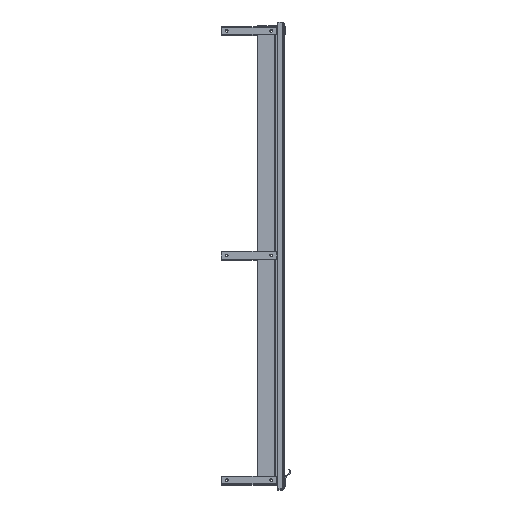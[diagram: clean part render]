
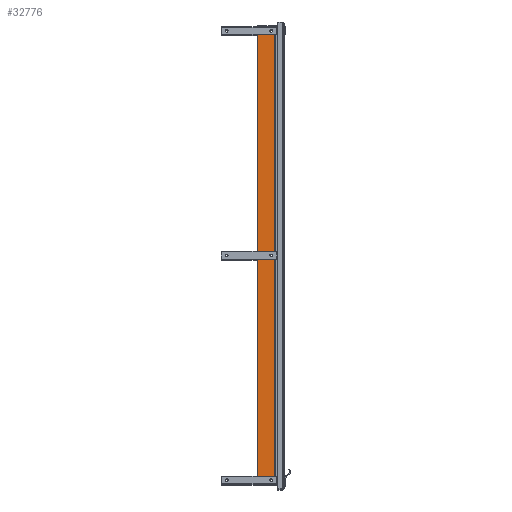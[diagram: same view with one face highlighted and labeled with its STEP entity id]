
A CAD part, top view. The second image highlights one B-rep face of the part: STEP entity #32776.
In plain terms, the highlighted face is planar.
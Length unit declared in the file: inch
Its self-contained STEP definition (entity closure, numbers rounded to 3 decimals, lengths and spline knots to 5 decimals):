
#272 = DIRECTION ( 'NONE',  ( 0., -1., 0. ) ) ;
#278 = FACE_BOUND ( 'NONE', #47518, .T. ) ;
#424 = DIRECTION ( 'NONE',  ( 0., 1., 0. ) ) ;
#827 = LINE ( 'NONE', #42778, #14248 ) ;
#1694 = VERTEX_POINT ( 'NONE', #34404 ) ;
#2898 = CARTESIAN_POINT ( 'NONE',  ( -34.007, 2.592, -22.5 ) ) ;
#2961 = ORIENTED_EDGE ( 'NONE', *, *, #24462, .T. ) ;
#3023 = VERTEX_POINT ( 'NONE', #33419 ) ;
#3437 = EDGE_CURVE ( 'NONE', #32619, #43525, #47379, .T. ) ;
#4297 = EDGE_CURVE ( 'NONE', #30643, #20406, #8452, .T. ) ;
#4443 = EDGE_CURVE ( 'NONE', #46488, #43525, #26459, .T. ) ;
#4564 = EDGE_CURVE ( 'NONE', #44808, #30643, #827, .T. ) ;
#4682 = CARTESIAN_POINT ( 'NONE',  ( -34.007, 1.248, -21.844 ) ) ;
#5160 = VECTOR ( 'NONE', #43431, 39.37008 ) ;
#5283 = CARTESIAN_POINT ( 'NONE',  ( -34.007, 1.248, 22. ) ) ;
#5381 = PLANE ( 'NONE',  #33802 ) ;
#6071 = CARTESIAN_POINT ( 'NONE',  ( -34.007, 2.186, -21.844 ) ) ;
#6296 = EDGE_LOOP ( 'NONE', ( #47054, #30745, #32972, #32855 ) ) ;
#6503 = VECTOR ( 'NONE', #424, 39.37008 ) ;
#7077 = AXIS2_PLACEMENT_3D ( 'NONE', #5283, #8403, #45606 ) ;
#7645 = ORIENTED_EDGE ( 'NONE', *, *, #34592, .T. ) ;
#7892 = VERTEX_POINT ( 'NONE', #47167 ) ;
#7967 = ORIENTED_EDGE ( 'NONE', *, *, #4297, .T. ) ;
#8331 = CIRCLE ( 'NONE', #31825, 0.156 ) ;
#8351 = AXIS2_PLACEMENT_3D ( 'NONE', #11901, #19373, #37731 ) ;
#8403 = DIRECTION ( 'NONE',  ( 1., 0., 0. ) ) ;
#8452 = CIRCLE ( 'NONE', #16111, 0.156 ) ;
#8498 = VERTEX_POINT ( 'NONE', #47936 ) ;
#10059 = DIRECTION ( 'NONE',  ( 0., 1., 0. ) ) ;
#11588 = CARTESIAN_POINT ( 'NONE',  ( -34.007, 2.592, 22.5 ) ) ;
#11901 = CARTESIAN_POINT ( 'NONE',  ( -34.007, 1.248, -22. ) ) ;
#12774 = EDGE_CURVE ( 'NONE', #22441, #28848, #8331, .T. ) ;
#13286 = DIRECTION ( 'NONE',  ( 0., 0., 1. ) ) ;
#13657 = EDGE_CURVE ( 'NONE', #20406, #3023, #31368, .T. ) ;
#14248 = VECTOR ( 'NONE', #31546, 39.37008 ) ;
#14531 = ORIENTED_EDGE ( 'NONE', *, *, #46014, .T. ) ;
#14678 = DIRECTION ( 'NONE',  ( 1., 0., 0. ) ) ;
#15319 = ORIENTED_EDGE ( 'NONE', *, *, #41754, .T. ) ;
#15821 = AXIS2_PLACEMENT_3D ( 'NONE', #36510, #25474, #22078 ) ;
#16111 = AXIS2_PLACEMENT_3D ( 'NONE', #41554, #27250, #23060 ) ;
#16655 = DIRECTION ( 'NONE',  ( -1., 0., 0. ) ) ;
#16671 = EDGE_CURVE ( 'NONE', #8498, #32619, #26244, .T. ) ;
#17030 = CARTESIAN_POINT ( 'NONE',  ( -34.007, 1.248, 21.844 ) ) ;
#18134 = AXIS2_PLACEMENT_3D ( 'NONE', #35869, #47605, #43217 ) ;
#18739 = DIRECTION ( 'NONE',  ( 0., 1., 0. ) ) ;
#19116 = LINE ( 'NONE', #35605, #5160 ) ;
#19373 = DIRECTION ( 'NONE',  ( 1., 0., 0. ) ) ;
#20406 = VERTEX_POINT ( 'NONE', #35504 ) ;
#21858 = VECTOR ( 'NONE', #28564, 39.37008 ) ;
#22078 = DIRECTION ( 'NONE',  ( 0., 0., 1. ) ) ;
#22262 = CARTESIAN_POINT ( 'NONE',  ( -34.007, 2.186, 21.844 ) ) ;
#22316 = CARTESIAN_POINT ( 'NONE',  ( -34.007, 2.592, -22.5 ) ) ;
#22441 = VERTEX_POINT ( 'NONE', #39876 ) ;
#23060 = DIRECTION ( 'NONE',  ( 0., 0., 1. ) ) ;
#23753 = CARTESIAN_POINT ( 'NONE',  ( -34.007, 1.248, 0.156 ) ) ;
#24008 = ORIENTED_EDGE ( 'NONE', *, *, #35175, .T. ) ;
#24192 = LINE ( 'NONE', #39941, #21858 ) ;
#24462 = EDGE_CURVE ( 'NONE', #37283, #22441, #24192, .T. ) ;
#24805 = CIRCLE ( 'NONE', #18134, 0.156 ) ;
#25474 = DIRECTION ( 'NONE',  ( 1., 0., 0. ) ) ;
#25960 = CARTESIAN_POINT ( 'NONE',  ( -34.007, 1.248, -21.844 ) ) ;
#26034 = DIRECTION ( 'NONE',  ( 0., 0., -1. ) ) ;
#26193 = EDGE_CURVE ( 'NONE', #3023, #44808, #29587, .T. ) ;
#26244 = LINE ( 'NONE', #41545, #6503 ) ;
#26459 = LINE ( 'NONE', #35809, #35132 ) ;
#26897 = EDGE_CURVE ( 'NONE', #47326, #1694, #39804, .T. ) ;
#27250 = DIRECTION ( 'NONE',  ( 1., 0., 0. ) ) ;
#28564 = DIRECTION ( 'NONE',  ( 0., 1., 0. ) ) ;
#28756 = CARTESIAN_POINT ( 'NONE',  ( -34.007, 2.186, 0.156 ) ) ;
#28848 = VERTEX_POINT ( 'NONE', #28756 ) ;
#28937 = ORIENTED_EDGE ( 'NONE', *, *, #36501, .T. ) ;
#29587 = CIRCLE ( 'NONE', #7077, 0.156 ) ;
#30643 = VERTEX_POINT ( 'NONE', #22262 ) ;
#30745 = ORIENTED_EDGE ( 'NONE', *, *, #46484, .T. ) ;
#31230 = LINE ( 'NONE', #25960, #46387 ) ;
#31368 = LINE ( 'NONE', #41186, #47120 ) ;
#31546 = DIRECTION ( 'NONE',  ( 0., 1., 0. ) ) ;
#31825 = AXIS2_PLACEMENT_3D ( 'NONE', #36391, #14678, #44353 ) ;
#32254 = VECTOR ( 'NONE', #18739, 39.37008 ) ;
#32398 = VERTEX_POINT ( 'NONE', #6071 ) ;
#32619 = VERTEX_POINT ( 'NONE', #11588 ) ;
#32776 = ADVANCED_FACE ( 'NONE', ( #40405, #41559, #43342, #278 ), #5381, .T. ) ;
#32855 = ORIENTED_EDGE ( 'NONE', *, *, #3437, .T. ) ;
#32888 = ORIENTED_EDGE ( 'NONE', *, *, #4564, .T. ) ;
#32972 = ORIENTED_EDGE ( 'NONE', *, *, #16671, .T. ) ;
#33262 = ORIENTED_EDGE ( 'NONE', *, *, #12774, .T. ) ;
#33419 = CARTESIAN_POINT ( 'NONE',  ( -34.007, 1.248, 22.156 ) ) ;
#33802 = AXIS2_PLACEMENT_3D ( 'NONE', #35077, #16655, #33935 ) ;
#33935 = DIRECTION ( 'NONE',  ( 0., 0., -1. ) ) ;
#34404 = CARTESIAN_POINT ( 'NONE',  ( -34.007, 1.248, -22.156 ) ) ;
#34592 = EDGE_CURVE ( 'NONE', #28848, #41415, #19116, .T. ) ;
#34699 = EDGE_LOOP ( 'NONE', ( #24008, #15319, #43832, #28937 ) ) ;
#35077 = CARTESIAN_POINT ( 'NONE',  ( -34.007, 2.592, -22.5 ) ) ;
#35096 = VECTOR ( 'NONE', #26034, 39.37008 ) ;
#35132 = VECTOR ( 'NONE', #10059, 39.37008 ) ;
#35175 = EDGE_CURVE ( 'NONE', #7892, #32398, #24805, .T. ) ;
#35504 = CARTESIAN_POINT ( 'NONE',  ( -34.007, 2.186, 22.156 ) ) ;
#35605 = CARTESIAN_POINT ( 'NONE',  ( -34.007, 1.248, 0.156 ) ) ;
#35809 = CARTESIAN_POINT ( 'NONE',  ( -34.007, 0.484, -22.5 ) ) ;
#35869 = CARTESIAN_POINT ( 'NONE',  ( -34.007, 2.186, -22. ) ) ;
#36391 = CARTESIAN_POINT ( 'NONE',  ( -34.007, 2.186, 0. ) ) ;
#36422 = EDGE_LOOP ( 'NONE', ( #41020, #46690, #32888, #7967 ) ) ;
#36501 = EDGE_CURVE ( 'NONE', #1694, #7892, #42718, .T. ) ;
#36510 = CARTESIAN_POINT ( 'NONE',  ( -34.007, 1.248, 0. ) ) ;
#37283 = VERTEX_POINT ( 'NONE', #42943 ) ;
#37731 = DIRECTION ( 'NONE',  ( 0., 0., 1. ) ) ;
#39420 = CARTESIAN_POINT ( 'NONE',  ( -34.007, 0.95, -22.5 ) ) ;
#39804 = CIRCLE ( 'NONE', #8351, 0.156 ) ;
#39876 = CARTESIAN_POINT ( 'NONE',  ( -34.007, 2.186, -0.156 ) ) ;
#39941 = CARTESIAN_POINT ( 'NONE',  ( -34.007, 2.186, -0.156 ) ) ;
#40405 = FACE_OUTER_BOUND ( 'NONE', #6296, .T. ) ;
#41020 = ORIENTED_EDGE ( 'NONE', *, *, #13657, .T. ) ;
#41186 = CARTESIAN_POINT ( 'NONE',  ( -34.007, 1.248, 22.156 ) ) ;
#41415 = VERTEX_POINT ( 'NONE', #23753 ) ;
#41545 = CARTESIAN_POINT ( 'NONE',  ( -34.007, 2.592, 22.5 ) ) ;
#41554 = CARTESIAN_POINT ( 'NONE',  ( -34.007, 2.186, 22. ) ) ;
#41559 = FACE_BOUND ( 'NONE', #34699, .T. ) ;
#41754 = EDGE_CURVE ( 'NONE', #32398, #47326, #31230, .T. ) ;
#42718 = LINE ( 'NONE', #48122, #32254 ) ;
#42754 = LINE ( 'NONE', #39420, #45067 ) ;
#42778 = CARTESIAN_POINT ( 'NONE',  ( -34.007, 2.186, 21.844 ) ) ;
#42829 = CARTESIAN_POINT ( 'NONE',  ( -34.007, 0.95, -22.5 ) ) ;
#42943 = CARTESIAN_POINT ( 'NONE',  ( -34.007, 1.248, -0.156 ) ) ;
#43217 = DIRECTION ( 'NONE',  ( 0., 0., 1. ) ) ;
#43342 = FACE_BOUND ( 'NONE', #36422, .T. ) ;
#43431 = DIRECTION ( 'NONE',  ( 0., -1., 0. ) ) ;
#43525 = VERTEX_POINT ( 'NONE', #2898 ) ;
#43832 = ORIENTED_EDGE ( 'NONE', *, *, #26897, .T. ) ;
#44353 = DIRECTION ( 'NONE',  ( 0., 0., 1. ) ) ;
#44808 = VERTEX_POINT ( 'NONE', #17030 ) ;
#45067 = VECTOR ( 'NONE', #13286, 39.37008 ) ;
#45572 = DIRECTION ( 'NONE',  ( 0., -1., 0. ) ) ;
#45606 = DIRECTION ( 'NONE',  ( 0., 0., 1. ) ) ;
#46014 = EDGE_CURVE ( 'NONE', #41415, #37283, #47511, .T. ) ;
#46387 = VECTOR ( 'NONE', #272, 39.37008 ) ;
#46484 = EDGE_CURVE ( 'NONE', #46488, #8498, #42754, .T. ) ;
#46488 = VERTEX_POINT ( 'NONE', #42829 ) ;
#46690 = ORIENTED_EDGE ( 'NONE', *, *, #26193, .T. ) ;
#47054 = ORIENTED_EDGE ( 'NONE', *, *, #4443, .F. ) ;
#47120 = VECTOR ( 'NONE', #45572, 39.37008 ) ;
#47167 = CARTESIAN_POINT ( 'NONE',  ( -34.007, 2.186, -22.156 ) ) ;
#47326 = VERTEX_POINT ( 'NONE', #4682 ) ;
#47379 = LINE ( 'NONE', #22316, #35096 ) ;
#47511 = CIRCLE ( 'NONE', #15821, 0.156 ) ;
#47518 = EDGE_LOOP ( 'NONE', ( #14531, #2961, #33262, #7645 ) ) ;
#47605 = DIRECTION ( 'NONE',  ( 1., 0., 0. ) ) ;
#47936 = CARTESIAN_POINT ( 'NONE',  ( -34.007, 0.95, 22.5 ) ) ;
#48122 = CARTESIAN_POINT ( 'NONE',  ( -34.007, 2.186, -22.156 ) ) ;
